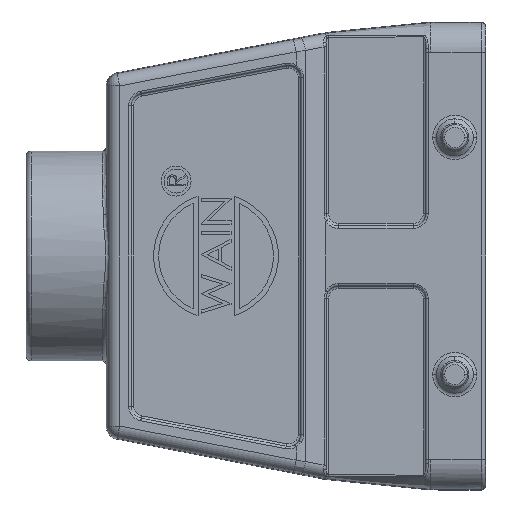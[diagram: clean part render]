
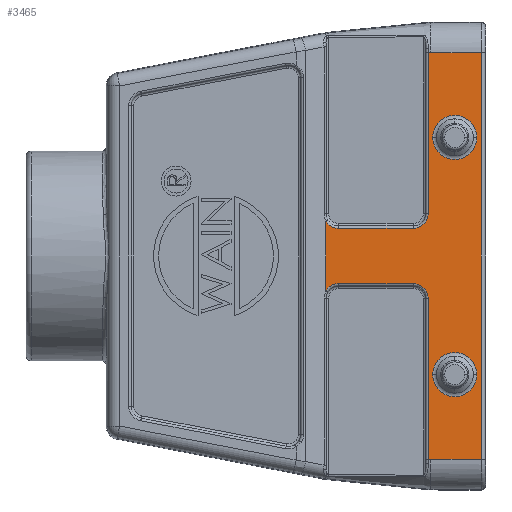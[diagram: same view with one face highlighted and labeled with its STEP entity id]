
A CAD part, left-side view. The second image highlights one B-rep face of the part: STEP entity #3465.
In plain terms, the highlighted planar face has unit normal (-1, 0, 0).
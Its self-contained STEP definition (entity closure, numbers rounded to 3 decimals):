
#787=B_SPLINE_CURVE_WITH_KNOTS('',3,(#26791,#26792,#26793,#26794),
 .UNSPECIFIED.,.F.,.F.,(4,4),(0.,1.),.UNSPECIFIED.);
#921=FACE_BOUND('',#5245,.T.);
#922=FACE_BOUND('',#5246,.T.);
#923=FACE_BOUND('',#5247,.T.);
#1198=LINE('',#17716,#2032);
#1200=LINE('',#17730,#2034);
#1780=LINE('',#25946,#2620);
#1782=LINE('',#26043,#2622);
#1783=LINE('',#26053,#2623);
#1798=LINE('',#26380,#2638);
#1842=LINE('',#27229,#2682);
#1847=LINE('',#27249,#2687);
#1848=LINE('',#27251,#2688);
#2032=VECTOR('',#14231,1.);
#2034=VECTOR('',#14247,1.);
#2620=VECTOR('',#16167,1.);
#2622=VECTOR('',#16171,1.);
#2623=VECTOR('',#16184,1.);
#2638=VECTOR('',#16257,1.);
#2682=VECTOR('',#16415,1.);
#2687=VECTOR('',#16438,1.);
#2688=VECTOR('',#16441,1.);
#3465=ADVANCED_FACE('',(#921,#922,#923),#3797,.F.);
#3797=PLANE('',#13552);
#5245=EDGE_LOOP('',(#8426,#8427));
#5246=EDGE_LOOP('',(#8428,#8429));
#5247=EDGE_LOOP('',(#8430,#8431,#8432,#8433,#8434,#8435,#8436,#8437,#8438,
#8439,#8440,#8441,#8442,#8443));
#8426=ORIENTED_EDGE('',*,*,#10320,.F.);
#8427=ORIENTED_EDGE('',*,*,#10321,.F.);
#8428=ORIENTED_EDGE('',*,*,#10354,.F.);
#8429=ORIENTED_EDGE('',*,*,#10355,.F.);
#8430=ORIENTED_EDGE('',*,*,#11793,.T.);
#8431=ORIENTED_EDGE('',*,*,#11726,.F.);
#8432=ORIENTED_EDGE('',*,*,#10436,.T.);
#8433=ORIENTED_EDGE('',*,*,#10440,.F.);
#8434=ORIENTED_EDGE('',*,*,#10443,.T.);
#8435=ORIENTED_EDGE('',*,*,#11684,.F.);
#8436=ORIENTED_EDGE('',*,*,#11683,.F.);
#8437=ORIENTED_EDGE('',*,*,#11679,.F.);
#8438=ORIENTED_EDGE('',*,*,#11634,.T.);
#8439=ORIENTED_EDGE('',*,*,#11638,.F.);
#8440=ORIENTED_EDGE('',*,*,#11639,.T.);
#8441=ORIENTED_EDGE('',*,*,#11627,.F.);
#8442=ORIENTED_EDGE('',*,*,#11782,.T.);
#8443=ORIENTED_EDGE('',*,*,#11792,.T.);
#9145=VERTEX_POINT('',#17158);
#9146=VERTEX_POINT('',#17160);
#9169=VERTEX_POINT('',#17227);
#9170=VERTEX_POINT('',#17229);
#9225=VERTEX_POINT('',#17715);
#9226=VERTEX_POINT('',#17717);
#9228=VERTEX_POINT('',#17723);
#9230=VERTEX_POINT('',#17729);
#9972=VERTEX_POINT('',#25945);
#9973=VERTEX_POINT('',#25947);
#9979=VERTEX_POINT('',#26042);
#9980=VERTEX_POINT('',#26044);
#9982=VERTEX_POINT('',#26050);
#10002=VERTEX_POINT('',#26368);
#10003=VERTEX_POINT('',#26378);
#10025=VERTEX_POINT('',#26795);
#10049=VERTEX_POINT('',#27230);
#10054=VERTEX_POINT('',#27248);
#10320=EDGE_CURVE('',#9146,#9145,#12147,.T.);
#10321=EDGE_CURVE('',#9145,#9146,#12148,.T.);
#10354=EDGE_CURVE('',#9170,#9169,#12177,.T.);
#10355=EDGE_CURVE('',#9169,#9170,#12178,.T.);
#10436=EDGE_CURVE('',#9226,#9225,#1198,.T.);
#10440=EDGE_CURVE('',#9228,#9225,#12207,.T.);
#10443=EDGE_CURVE('',#9228,#9230,#1200,.T.);
#11627=EDGE_CURVE('',#9972,#9973,#1780,.T.);
#11634=EDGE_CURVE('',#9980,#9979,#1782,.T.);
#11638=EDGE_CURVE('',#9982,#9979,#12449,.T.);
#11639=EDGE_CURVE('',#9982,#9973,#1783,.T.);
#11679=EDGE_CURVE('',#9980,#10002,#12460,.T.);
#11683=EDGE_CURVE('',#10002,#10003,#1798,.T.);
#11684=EDGE_CURVE('',#10003,#9230,#12461,.T.);
#11726=EDGE_CURVE('',#9226,#10025,#787,.T.);
#11782=EDGE_CURVE('',#9972,#10049,#1842,.T.);
#11792=EDGE_CURVE('',#10049,#10054,#1847,.T.);
#11793=EDGE_CURVE('',#10054,#10025,#1848,.T.);
#12147=CIRCLE('',#12679,4.414);
#12148=CIRCLE('',#12681,4.414);
#12177=CIRCLE('',#12720,4.414);
#12178=CIRCLE('',#12722,4.414);
#12207=CIRCLE('',#12779,2.974);
#12449=CIRCLE('',#13454,2.974);
#12460=CIRCLE('',#13483,2.974);
#12461=CIRCLE('',#13486,2.974);
#12679=AXIS2_PLACEMENT_3D('',#17161,#14010,#14011);
#12681=AXIS2_PLACEMENT_3D('',#17163,#14014,#14015);
#12720=AXIS2_PLACEMENT_3D('',#17230,#14096,#14097);
#12722=AXIS2_PLACEMENT_3D('',#17232,#14100,#14101);
#12779=AXIS2_PLACEMENT_3D('',#17724,#14240,#14241);
#13454=AXIS2_PLACEMENT_3D('',#26051,#16180,#16181);
#13483=AXIS2_PLACEMENT_3D('',#26367,#16252,#16253);
#13486=AXIS2_PLACEMENT_3D('',#26382,#16260,#16261);
#13552=AXIS2_PLACEMENT_3D('',#27252,#16442,#16443);
#14010=DIRECTION('',(-1.,0.,0.));
#14011=DIRECTION('',(0.,1.,0.));
#14014=DIRECTION('',(-1.,0.,0.));
#14015=DIRECTION('',(0.,-1.,0.));
#14096=DIRECTION('',(-1.,0.,0.));
#14097=DIRECTION('',(0.,1.,0.));
#14100=DIRECTION('',(-1.,0.,0.));
#14101=DIRECTION('',(0.,-1.,0.));
#14231=DIRECTION('',(0.,0.,-1.));
#14240=DIRECTION('',(-1.,0.,0.));
#14241=DIRECTION('',(0.,0.,-1.));
#14247=DIRECTION('',(0.,1.,0.));
#16167=DIRECTION('',(0.,0.998,-0.058));
#16171=DIRECTION('',(0.,-1.,0.));
#16180=DIRECTION('',(-1.,0.,0.));
#16181=DIRECTION('',(0.,-1.,0.));
#16184=DIRECTION('',(0.,0.,-1.));
#16252=DIRECTION('',(-1.,0.,0.));
#16253=DIRECTION('',(0.,0.,1.));
#16257=DIRECTION('',(0.,0.,1.));
#16260=DIRECTION('',(-1.,0.,0.));
#16261=DIRECTION('',(0.,0.84,-0.542));
#16415=DIRECTION('',(0.,-1.,0.));
#16438=DIRECTION('',(0.,0.,1.));
#16441=DIRECTION('',(0.,1.,0.));
#16442=DIRECTION('',(1.,0.,0.));
#16443=DIRECTION('',(0.,1.,0.));
#17158=CARTESIAN_POINT('',(-21.5,-52.799,-23.75));
#17160=CARTESIAN_POINT('',(-21.5,-43.97,-23.75));
#17161=CARTESIAN_POINT('',(-21.5,-48.385,-23.75));
#17163=CARTESIAN_POINT('',(-21.5,-48.385,-23.75));
#17227=CARTESIAN_POINT('',(-21.5,-52.799,23.75));
#17229=CARTESIAN_POINT('',(-21.5,-43.97,23.75));
#17230=CARTESIAN_POINT('',(-21.5,-48.385,23.75));
#17232=CARTESIAN_POINT('',(-21.5,-48.385,23.75));
#17715=CARTESIAN_POINT('',(-21.5,-43.059,8.5));
#17716=CARTESIAN_POINT('',(-21.5,-43.059,40.743));
#17717=CARTESIAN_POINT('',(-21.5,-43.059,40.743));
#17723=CARTESIAN_POINT('',(-21.5,-40.085,5.526));
#17724=CARTESIAN_POINT('',(-21.5,-40.085,8.5));
#17729=CARTESIAN_POINT('',(-21.5,-25.085,5.526));
#17730=CARTESIAN_POINT('',(-21.5,-40.085,5.526));
#25945=CARTESIAN_POINT('',(-21.5,-43.585,-40.712));
#25946=CARTESIAN_POINT('',(-21.5,-43.585,-40.712));
#25947=CARTESIAN_POINT('',(-21.5,-43.059,-40.743));
#26042=CARTESIAN_POINT('',(-21.5,-40.085,-5.526));
#26043=CARTESIAN_POINT('',(-21.5,-25.085,-5.526));
#26044=CARTESIAN_POINT('',(-21.5,-25.085,-5.526));
#26050=CARTESIAN_POINT('',(-21.5,-43.059,-8.5));
#26051=CARTESIAN_POINT('',(-21.5,-40.085,-8.5));
#26053=CARTESIAN_POINT('',(-21.5,-43.059,-8.5));
#26367=CARTESIAN_POINT('',(-21.5,-25.085,-8.5));
#26368=CARTESIAN_POINT('',(-21.5,-22.585,-6.888));
#26378=CARTESIAN_POINT('',(-21.5,-22.585,6.888));
#26380=CARTESIAN_POINT('',(-21.5,-22.585,-6.888));
#26382=CARTESIAN_POINT('',(-21.5,-25.085,8.5));
#26791=CARTESIAN_POINT('',(-21.5,-43.059,40.743));
#26792=CARTESIAN_POINT('',(-21.5,-43.234,40.733));
#26793=CARTESIAN_POINT('',(-21.5,-43.409,40.722));
#26794=CARTESIAN_POINT('',(-21.5,-43.585,40.712));
#26795=CARTESIAN_POINT('',(-21.5,-43.585,40.712));
#27229=CARTESIAN_POINT('',(-21.5,-43.585,-40.712));
#27230=CARTESIAN_POINT('',(-21.5,-53.685,-40.712));
#27248=CARTESIAN_POINT('',(-21.5,-53.685,40.712));
#27249=CARTESIAN_POINT('',(-21.5,-53.685,-40.712));
#27251=CARTESIAN_POINT('',(-21.5,-53.685,40.712));
#27252=CARTESIAN_POINT('',(-21.5,-43.585,-40.712));
